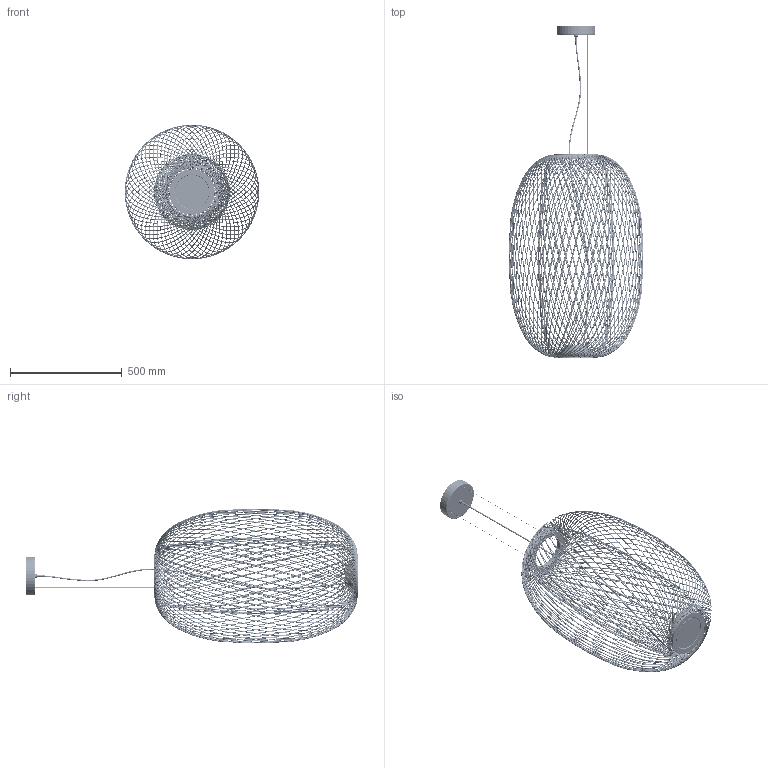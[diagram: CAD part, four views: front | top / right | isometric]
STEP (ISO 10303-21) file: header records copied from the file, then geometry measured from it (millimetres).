
FILE_DESCRIPTION (( 'STEP AP214' ), '1' );
FILE_NAME ('ANWAR T90.STEP', '2014-08-28T08:21:37', ( '' ), ( '' ), 'SwSTEP 2.0', 'SolidWorks 2010', '' );
FILE_SCHEMA (( 'AUTOMOTIVE_DESIGN' ));
Length unit declared in the file: millimetre
Products named in the file (46): 080100700000 - CONJUNTO FIJACIÓN DIAM.200X17MM SIN ACABADO; 060700400000 - REPULS DIAM.202X17 1,5MM; 061600100000 - ANILLO DIAM.183X3MM DIAM.INT.156MM; 080100300000 - CONJUNTO UNIÓN VARILLAS 600x900MM; 063200100000 - ANGULO SUPERIOR DIAM.EXT.200 DIAM.INT.153 ESP.2MM; 059700900000 - VARILLA INTERIOR DIAM.3,8 600X900MM; 059700800000 - VARILLA EXTERIOR DIAM.3,8 B 600X900MM; 059700700000 - VARILLA EXTERIOR DIAM.3,8 A 600X900MM; 063200200000 - ANGULO INFERIOR DIAM.EXT.200 DIAM.INT.153 ESP.2MM; CONJUNTO FUENTE DE LUZ ANWAR T; 026700300000 - DISCO DIAM.177X2MM ALUMINIO; 060700300000 - REPULS DIAM.177X31MM CONIFICADO; 067600600115 - DIFUS PMMA DIAM.150X3MM TRANSP. GRABADO PIRAM.; 063500100000 - FLEJE 23X18,7MM ESPESOR 0,6X8MM INOX; 013100300006 - PASACABLES PVC NEGRO DIAM.14X7MM T.INTERIOR 8MM; 012600300006 - SUJETACABLES NYLON 66RV NEGRO 23X7X3MM; 021623200102 - TORNILLO DIN7985 M3x12 6.8 ZINCADO; 021623100102 - TORNILLO DIN7985 M3x10 6.8 ZINCADO; 021623000102 - TORNILLO DIN7985 M3x8 6.8 ZINCADO; 011600200000 - REGLETA CERAMICA DOS POLOS 14,5X22X17MM; 016700200000 - TOMATIERRA DIAM.4; 021623400102 - TORNILLO DIN7985 M3x16 6.8 ZINCADO; 021601600102 -TORNILLO DIN965 M3X6MM ACERO 6.8 ZINCADO; 022100100102 - TUERCA DIN934 M3 ACERO ZINCADO; 026700200000 - DISCO DIAM.176X2MM 3XT.DIAM.2; CONJUNTO FLORON ANWAR T; 060700100000 - REPULSADO DIAM.175x40MM T. 12,5 3xDIAM.2 A 120º; 026700100006 - DISCO EMBUTICIÓN DIAM.90X1MM PINT.NEGRO; 012600100114 - SUJETACABLES D.12X20MM CON R.SEGURIDAD NIQUEL; 017700100114 - MANGUITO SUJETACABLES D16X26MM T.LATERAL NIQUEL; 026601100000 - ROSQUETA M12-100 X15MM; 016700100000 - TOMATIERRA ARANDELA T.10,5MM; 026600400000 - ROSQUETA M10-100 20MM; 022604600101 - ARAND DENTADA DIN6789A 10 ACERO PAVONADO; 012600200005 - SUJETACABLE ELECTRICO 28,5X20X14 NYLON BLANCO; 022104600102 - TUERCA LAMPARERA M10X1 2,7MM ACERO ZINCADO; 054100200000 - TAPÓN GRAFILADO M12-100 DIAM.18x7,5MM T.9,5; 013100200105 - PASACABLE POLIETILENO TRANSP. DIAM.11,5X14MM; 011600100000 - REGLETA CONEXIÓN CAJA 3 POLOS; 011600100000 - REGLETA CONEXIÓN CAJA 3 POLOS A ...
Assembly tree (130 placements, depth 4):
  ANWAR T90
    080100300000 - CONJUNTO UNIÓN VARILLAS 600x900MM  x8
      059700900000 - VARILLA INTERIOR DIAM.3,8 600X900MM
      059700800000 - VARILLA EXTERIOR DIAM.3,8 B 600X900MM
      059700700000 - VARILLA EXTERIOR DIAM.3,8 A 600X900MM
      063200100000 - ANGULO SUPERIOR DIAM.EXT.200 DIAM.INT.153 ESP.2MM
      063200200000 - ANGULO INFERIOR DIAM.EXT.200 DIAM.INT.153 ESP.2MM
    021601500102 - TORNILLO DIN965 M4X10MM ACERO 6.8 ZINCADO  x37
    080100700000 - CONJUNTO FIJACIÓN DIAM.200X17MM SIN ACABADO  x2
      060700400000 - REPULS DIAM.202X17 1,5MM
      061600100000 - ANILLO DIAM.183X3MM DIAM.INT.156MM
    CONJUNTO FUENTE DE LUZ ANWAR T
      022100100102 - TUERCA DIN934 M3 ACERO ZINCADO  x12
      021623400102 - TORNILLO DIN7985 M3x16 6.8 ZINCADO  x4
      021623000102 - TORNILLO DIN7985 M3x8 6.8 ZINCADO  x6
      060700300000 - REPULS DIAM.177X31MM CONIFICADO
      021623100102 - TORNILLO DIN7985 M3x10 6.8 ZINCADO  x2
      063500100000 - FLEJE 23X18,7MM ESPESOR 0,6X8MM INOX  x3
      013100300006 - PASACABLES PVC NEGRO DIAM.14X7MM T.INTERIOR 8MM
      021601600102 -TORNILLO DIN965 M3X6MM ACERO 6.8 ZINCADO  x2
      026700300000 - DISCO DIAM.177X2MM ALUMINIO
      067600600115 - DIFUS PMMA DIAM.150X3MM TRANSP. GRABADO PIRAM.
      012600300006 - SUJETACABLES NYLON 66RV NEGRO 23X7X3MM
      021623200102 - TORNILLO DIN7985 M3x12 6.8 ZINCADO  x3
      016700200000 - TOMATIERRA DIAM.4
      011600200000 - REGLETA CERAMICA DOS POLOS 14,5X22X17MM
    CABLE ELECTRICO CURVADO ANWAR T90
    026700200000 - DISCO DIAM.176X2MM 3XT.DIAM.2
    CONJUNTO FLORON ANWAR T
      054100200000 - TAPÓN GRAFILADO M12-100 DIAM.18x7,5MM T.9,5
      017700100114 - MANGUITO SUJETACABLES D16X26MM T.LATERAL NIQUEL  x3
      022104600102 - TUERCA LAMPARERA M10X1 2,7MM ACERO ZINCADO  x2
      012600100114 - SUJETACABLES D.12X20MM CON R.SEGURIDAD NIQUEL  x3
      017600100000 - CABLE ACERO INOX DIAM.1,25 X 0,6M CON TOPE  x3
      012600200005 - SUJETACABLE ELECTRICO 28,5X20X14 NYLON BLANCO
      011600100000 - REGLETA CONEXIÓN CAJA 3 POLOS
        011600100000 - REGLETA CONEXIÓN CAJA 3 POLOS B
        011600100000 - REGLETA CONEXIÓN CAJA 3 POLOS A
      022604600101 - ARAND DENTADA DIN6789A 10 ACERO PAVONADO
      022106600000 - TUERCA PUENTE M10-12 100 15X18MM
      026600400000 - ROSQUETA M10-100 20MM
      026700100006 - DISCO EMBUTICIÓN DIAM.90X1MM PINT.NEGRO
      016700100000 - TOMATIERRA ARANDELA T.10,5MM
      060700100000 - REPULSADO DIAM.175x40MM T. 12,5 3xDIAM.2 A 120º
      026601100000 - ROSQUETA M12-100 X15MM
      013100200105 - PASACABLE POLIETILENO TRANSP. DIAM.11,5X14MM
Bounding box: 602.17 x 1483.75 x 602.17 mm (x, y, z)
Volume: 1951133.6 mm3; surface area: 2061918.5 mm2
Topology: 218 solids, 219 shells, 6424 faces, 15092 edges, 9255 vertices
Faces by surface type: cylinder 2201, torus 2046, plane 1727, cone 440, sphere 8, bspline 2
Entity records: 49357 total; most frequent: CARTESIAN_POINT 11538, DIRECTION 7671, ORIENTED_EDGE 6982, EDGE_CURVE 3491, AXIS2_PLACEMENT_3D 2944, VERTEX_POINT 2253, LINE 1783, VECTOR 1783
